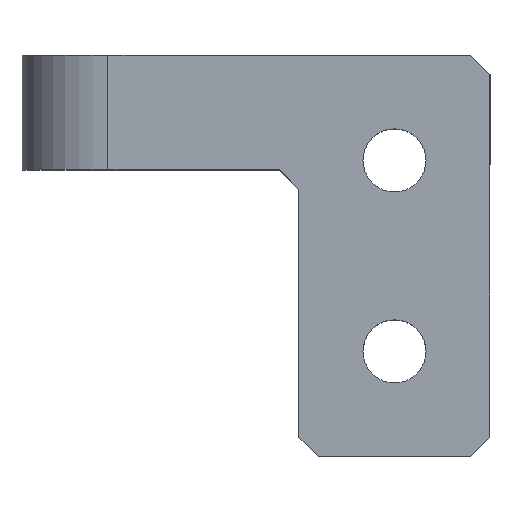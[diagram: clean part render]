
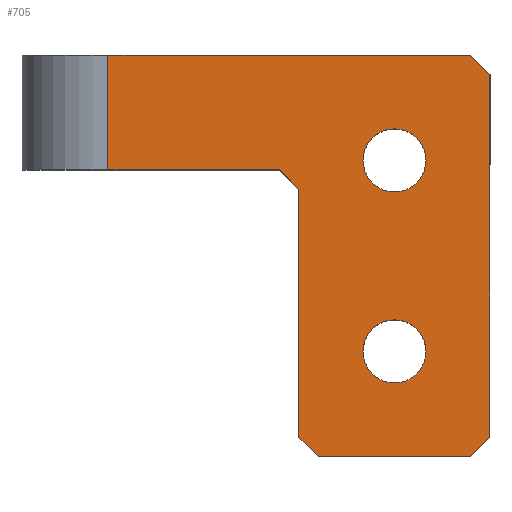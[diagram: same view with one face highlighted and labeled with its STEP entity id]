
A CAD part, top view. The second image highlights one B-rep face of the part: STEP entity #705.
In plain terms, the highlighted planar face has unit normal (0, 0, 1).
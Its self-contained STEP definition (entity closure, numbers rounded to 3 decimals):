
#8 = VECTOR ( 'NONE', #157, 1000. ) ;
#15 = EDGE_CURVE ( 'NONE', #473, #318, #178, .T. ) ;
#23 = DIRECTION ( 'NONE',  ( -1., 0., 0. ) ) ;
#24 = VECTOR ( 'NONE', #690, 1000. ) ;
#36 = VECTOR ( 'NONE', #278, 1000. ) ;
#38 = ORIENTED_EDGE ( 'NONE', *, *, #266, .T. ) ;
#43 = CARTESIAN_POINT ( 'NONE',  ( 0., -14., 4.5 ) ) ;
#63 = ORIENTED_EDGE ( 'NONE', *, *, #652, .F. ) ;
#71 = VERTEX_POINT ( 'NONE', #696 ) ;
#79 = EDGE_CURVE ( 'NONE', #347, #640, #559, .T. ) ;
#85 = CIRCLE ( 'NONE', #536, 1.65 ) ;
#89 = DIRECTION ( 'NONE',  ( 1., 0., 0. ) ) ;
#90 = CARTESIAN_POINT ( 'NONE',  ( 5., -9.5, 4.5 ) ) ;
#93 = VECTOR ( 'NONE', #23, 1000. ) ;
#95 = ORIENTED_EDGE ( 'NONE', *, *, #15, .T. ) ;
#112 = DIRECTION ( 'NONE',  ( 0., 0., 1. ) ) ;
#115 = DIRECTION ( 'NONE',  ( 0., 0., 1. ) ) ;
#122 = CARTESIAN_POINT ( 'NONE',  ( 3.35, -9.5, 4.5 ) ) ;
#126 = VERTEX_POINT ( 'NONE', #592 ) ;
#138 = CARTESIAN_POINT ( 'NONE',  ( 6.65, -9.5, 4.5 ) ) ;
#142 = DIRECTION ( 'NONE',  ( 0., 0., 1. ) ) ;
#145 = ORIENTED_EDGE ( 'NONE', *, *, #673, .F. ) ;
#151 = AXIS2_PLACEMENT_3D ( 'NONE', #388, #165, #669 ) ;
#154 = ORIENTED_EDGE ( 'NONE', *, *, #292, .T. ) ;
#157 = DIRECTION ( 'NONE',  ( 0., 1., 0. ) ) ;
#164 = DIRECTION ( 'NONE',  ( 1., 0., 0. ) ) ;
#165 = DIRECTION ( 'NONE',  ( 0., 0., 1. ) ) ;
#171 = EDGE_LOOP ( 'NONE', ( #180, #145 ) ) ;
#175 = DIRECTION ( 'NONE',  ( 1., 0., 0. ) ) ;
#176 = VECTOR ( 'NONE', #164, 1000. ) ;
#177 = CARTESIAN_POINT ( 'NONE',  ( -1., 0., 4.5 ) ) ;
#178 = LINE ( 'NONE', #411, #294 ) ;
#180 = ORIENTED_EDGE ( 'NONE', *, *, #404, .F. ) ;
#186 = CARTESIAN_POINT ( 'NONE',  ( -10., -15.001, 4.5 ) ) ;
#191 = CARTESIAN_POINT ( 'NONE',  ( 0., 0., 4.5 ) ) ;
#195 = CARTESIAN_POINT ( 'NONE',  ( 0., -1., 4.5 ) ) ;
#207 = ORIENTED_EDGE ( 'NONE', *, *, #263, .T. ) ;
#213 = DIRECTION ( 'NONE',  ( -0.707, 0.707, 0. ) ) ;
#224 = DIRECTION ( 'NONE',  ( -1., 0., 0. ) ) ;
#226 = EDGE_CURVE ( 'NONE', #640, #126, #407, .T. ) ;
#229 = ORIENTED_EDGE ( 'NONE', *, *, #428, .F. ) ;
#239 = EDGE_CURVE ( 'NONE', #667, #385, #437, .T. ) ;
#240 = CARTESIAN_POINT ( 'NONE',  ( -10., 0., 4.5 ) ) ;
#242 = CARTESIAN_POINT ( 'NONE',  ( 10., 6., 4.5 ) ) ;
#247 = CARTESIAN_POINT ( 'NONE',  ( 0., 0., 4.5 ) ) ;
#255 = PLANE ( 'NONE',  #604 ) ;
#260 = ORIENTED_EDGE ( 'NONE', *, *, #710, .T. ) ;
#263 = EDGE_CURVE ( 'NONE', #126, #71, #325, .T. ) ;
#264 = DIRECTION ( 'NONE',  ( 0.707, -0.707, 0. ) ) ;
#266 = EDGE_CURVE ( 'NONE', #385, #653, #281, .T. ) ;
#278 = DIRECTION ( 'NONE',  ( 0.707, 0.707, 0. ) ) ;
#281 = LINE ( 'NONE', #384, #304 ) ;
#292 = EDGE_CURVE ( 'NONE', #71, #667, #365, .T. ) ;
#294 = VECTOR ( 'NONE', #525, 1000. ) ;
#297 = ORIENTED_EDGE ( 'NONE', *, *, #487, .F. ) ;
#304 = VECTOR ( 'NONE', #213, 1000. ) ;
#310 = CARTESIAN_POINT ( 'NONE',  ( 3.35, 0.5, 4.5 ) ) ;
#318 = VERTEX_POINT ( 'NONE', #177 ) ;
#325 = LINE ( 'NONE', #608, #176 ) ;
#329 = CARTESIAN_POINT ( 'NONE',  ( 12., -12., 4.5 ) ) ;
#338 = CARTESIAN_POINT ( 'NONE',  ( 10., 5., 4.5 ) ) ;
#347 = VERTEX_POINT ( 'NONE', #565 ) ;
#356 = CARTESIAN_POINT ( 'NONE',  ( 6.65, 0.5, 4.5 ) ) ;
#363 = LINE ( 'NONE', #195, #447 ) ;
#365 = LINE ( 'NONE', #329, #36 ) ;
#375 = VECTOR ( 'NONE', #582, 1000. ) ;
#377 = DIRECTION ( 'NONE',  ( 0.707, -0.707, 0. ) ) ;
#382 = LINE ( 'NONE', #242, #93 ) ;
#384 = CARTESIAN_POINT ( 'NONE',  ( 7.5, 7.5, 4.5 ) ) ;
#385 = VERTEX_POINT ( 'NONE', #338 ) ;
#388 = CARTESIAN_POINT ( 'NONE',  ( 5., 0.5, 4.5 ) ) ;
#392 = VERTEX_POINT ( 'NONE', #562 ) ;
#395 = FACE_BOUND ( 'NONE', #171, .T. ) ;
#404 = EDGE_CURVE ( 'NONE', #631, #596, #585, .T. ) ;
#407 = LINE ( 'NONE', #711, #659 ) ;
#410 = EDGE_LOOP ( 'NONE', ( #207, #154, #683, #38, #544, #297, #95, #260, #459, #633 ) ) ;
#411 = CARTESIAN_POINT ( 'NONE',  ( -14.5, 0., 4.5 ) ) ;
#419 = VERTEX_POINT ( 'NONE', #122 ) ;
#428 = EDGE_CURVE ( 'NONE', #419, #577, #529, .T. ) ;
#430 = AXIS2_PLACEMENT_3D ( 'NONE', #615, #115, #224 ) ;
#433 = EDGE_CURVE ( 'NONE', #653, #392, #382, .T. ) ;
#437 = LINE ( 'NONE', #496, #8 ) ;
#441 = EDGE_LOOP ( 'NONE', ( #229, #63 ) ) ;
#447 = VECTOR ( 'NONE', #264, 1000. ) ;
#452 = CARTESIAN_POINT ( 'NONE',  ( 5., -9.5, 4.5 ) ) ;
#459 = ORIENTED_EDGE ( 'NONE', *, *, #79, .T. ) ;
#466 = AXIS2_PLACEMENT_3D ( 'NONE', #452, #504, #175 ) ;
#473 = VERTEX_POINT ( 'NONE', #240 ) ;
#487 = EDGE_CURVE ( 'NONE', #473, #392, #627, .T. ) ;
#496 = CARTESIAN_POINT ( 'NONE',  ( 10., -15., 4.5 ) ) ;
#504 = DIRECTION ( 'NONE',  ( 0., 0., 1. ) ) ;
#517 = FACE_BOUND ( 'NONE', #441, .T. ) ;
#525 = DIRECTION ( 'NONE',  ( 1., 0., 0. ) ) ;
#526 = CARTESIAN_POINT ( 'NONE',  ( 10., -14., 4.5 ) ) ;
#527 = FACE_OUTER_BOUND ( 'NONE', #410, .T. ) ;
#529 = CIRCLE ( 'NONE', #466, 1.65 ) ;
#536 = AXIS2_PLACEMENT_3D ( 'NONE', #90, #142, #89 ) ;
#544 = ORIENTED_EDGE ( 'NONE', *, *, #433, .T. ) ;
#548 = CIRCLE ( 'NONE', #151, 1.65 ) ;
#559 = LINE ( 'NONE', #191, #375 ) ;
#562 = CARTESIAN_POINT ( 'NONE',  ( -10., 6., 4.5 ) ) ;
#565 = CARTESIAN_POINT ( 'NONE',  ( 0., -1., 4.5 ) ) ;
#577 = VERTEX_POINT ( 'NONE', #138 ) ;
#582 = DIRECTION ( 'NONE',  ( 0., -1., 0. ) ) ;
#585 = CIRCLE ( 'NONE', #430, 1.65 ) ;
#589 = CARTESIAN_POINT ( 'NONE',  ( 9., 6., 4.5 ) ) ;
#591 = DIRECTION ( 'NONE',  ( 1., 0., 0. ) ) ;
#592 = CARTESIAN_POINT ( 'NONE',  ( 1., -15., 4.5 ) ) ;
#596 = VERTEX_POINT ( 'NONE', #356 ) ;
#604 = AXIS2_PLACEMENT_3D ( 'NONE', #247, #112, #591 ) ;
#608 = CARTESIAN_POINT ( 'NONE',  ( 0., -15., 4.5 ) ) ;
#615 = CARTESIAN_POINT ( 'NONE',  ( 5., 0.5, 4.5 ) ) ;
#627 = LINE ( 'NONE', #186, #24 ) ;
#631 = VERTEX_POINT ( 'NONE', #310 ) ;
#633 = ORIENTED_EDGE ( 'NONE', *, *, #226, .T. ) ;
#640 = VERTEX_POINT ( 'NONE', #43 ) ;
#652 = EDGE_CURVE ( 'NONE', #577, #419, #85, .T. ) ;
#653 = VERTEX_POINT ( 'NONE', #589 ) ;
#659 = VECTOR ( 'NONE', #377, 1000. ) ;
#667 = VERTEX_POINT ( 'NONE', #526 ) ;
#669 = DIRECTION ( 'NONE',  ( -1., 0., 0. ) ) ;
#673 = EDGE_CURVE ( 'NONE', #596, #631, #548, .T. ) ;
#683 = ORIENTED_EDGE ( 'NONE', *, *, #239, .T. ) ;
#690 = DIRECTION ( 'NONE',  ( 0., 1., 0. ) ) ;
#696 = CARTESIAN_POINT ( 'NONE',  ( 9., -15., 4.5 ) ) ;
#705 = ADVANCED_FACE ( 'NONE', ( #517, #395, #527 ), #255, .T. ) ;
#710 = EDGE_CURVE ( 'NONE', #318, #347, #363, .T. ) ;
#711 = CARTESIAN_POINT ( 'NONE',  ( -7., -7., 4.5 ) ) ;
